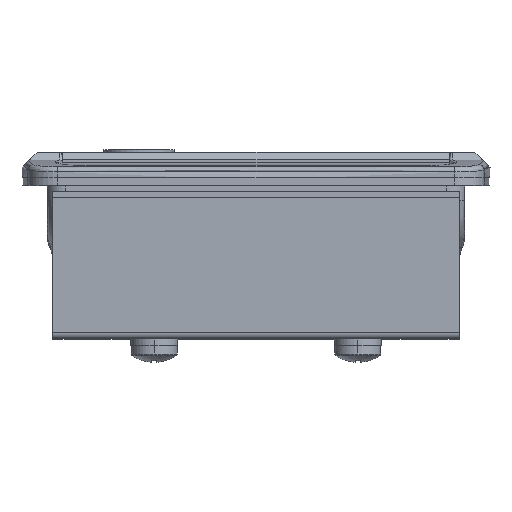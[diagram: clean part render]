
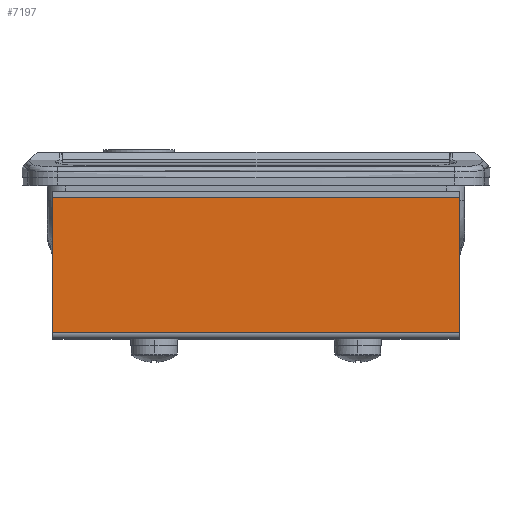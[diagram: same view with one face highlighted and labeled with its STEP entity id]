
A CAD part, top view. The second image highlights one B-rep face of the part: STEP entity #7197.
In plain terms, the highlighted planar face has unit normal (0, 0, 1).
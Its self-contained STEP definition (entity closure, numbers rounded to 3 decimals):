
#1211 = ORIENTED_EDGE ( 'NONE', *, *, #21165, .F. ) ;
#1212 = ORIENTED_EDGE ( 'NONE', *, *, #2351, .T. ) ;
#1213 = ORIENTED_EDGE ( 'NONE', *, *, #21166, .T. ) ;
#1592 = EDGE_LOOP ( 'NONE', ( #3915, #1212, #1213, #1211 ) ) ;
#2342 = EDGE_CURVE ( 'NONE', #2449, #13984, #9216, .T. ) ;
#2351 = EDGE_CURVE ( 'NONE', #2449, #13975, #9309, .T. ) ;
#2449 = VERTEX_POINT ( 'NONE', #9708 ) ;
#3915 = ORIENTED_EDGE ( 'NONE', *, *, #2342, .F. ) ;
#7197 = ADVANCED_FACE ( 'NONE', ( #15856 ), #11057, .F. ) ;
#9216 = LINE ( 'NONE', #9217, #20648 ) ;
#9217 = CARTESIAN_POINT ( 'NONE',  ( 40., -27.8, 9. ) ) ;
#9218 = DIRECTION ( 'NONE',  ( 0., -1., 0. ) ) ;
#9309 = LINE ( 'NONE', #9310, #20673 ) ;
#9310 = CARTESIAN_POINT ( 'NONE',  ( 40., -1.2, 9. ) ) ;
#9311 = DIRECTION ( 'NONE',  ( -1., 0., 0. ) ) ;
#9708 = CARTESIAN_POINT ( 'NONE',  ( 40., -1.2, 9. ) ) ;
#11057 = PLANE ( 'NONE',  #15863 ) ;
#11058 = CARTESIAN_POINT ( 'NONE',  ( 40., -27.8, 9. ) ) ;
#11059 = DIRECTION ( 'NONE',  ( 0., 0., -1. ) ) ;
#11060 = DIRECTION ( 'NONE',  ( -1., 0., 0. ) ) ;
#12526 = CARTESIAN_POINT ( 'NONE',  ( -40., -1.2, 9. ) ) ;
#12531 = CARTESIAN_POINT ( 'NONE',  ( -40., -27.8, 9. ) ) ;
#12535 = CARTESIAN_POINT ( 'NONE',  ( 40., -27.8, 9. ) ) ;
#13693 = VECTOR ( 'NONE', #17308, 1000. ) ;
#13694 = VECTOR ( 'NONE', #17311, 1000. ) ;
#13975 = VERTEX_POINT ( 'NONE', #12526 ) ;
#13980 = VERTEX_POINT ( 'NONE', #12531 ) ;
#13984 = VERTEX_POINT ( 'NONE', #12535 ) ;
#15856 = FACE_OUTER_BOUND ( 'NONE', #1592, .T. ) ;
#15863 = AXIS2_PLACEMENT_3D ( 'NONE', #11058, #11059, #11060 ) ;
#17306 = LINE ( 'NONE', #17307, #13693 ) ;
#17307 = CARTESIAN_POINT ( 'NONE',  ( 40., -27.8, 9. ) ) ;
#17308 = DIRECTION ( 'NONE',  ( -1., 0., 0. ) ) ;
#17309 = LINE ( 'NONE', #17310, #13694 ) ;
#17310 = CARTESIAN_POINT ( 'NONE',  ( -40., -27.8, 9. ) ) ;
#17311 = DIRECTION ( 'NONE',  ( 0., -1., 0. ) ) ;
#20648 = VECTOR ( 'NONE', #9218, 1000. ) ;
#20673 = VECTOR ( 'NONE', #9311, 1000. ) ;
#21165 = EDGE_CURVE ( 'NONE', #13984, #13980, #17306, .T. ) ;
#21166 = EDGE_CURVE ( 'NONE', #13975, #13980, #17309, .T. ) ;
